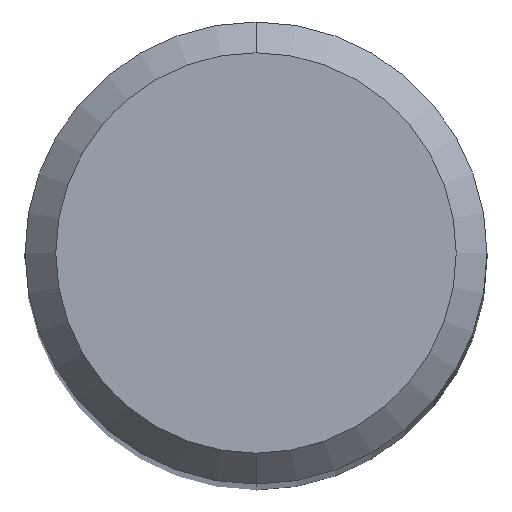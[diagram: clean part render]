
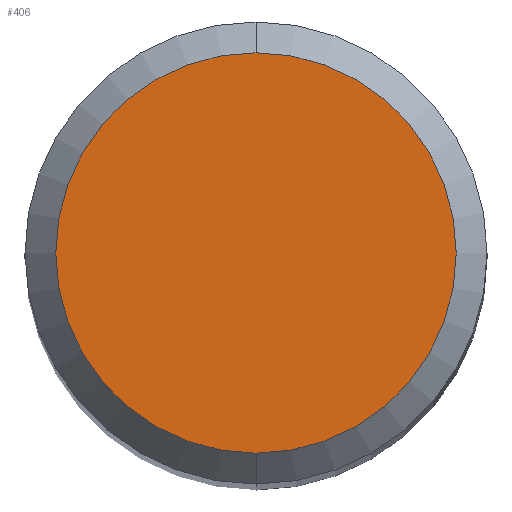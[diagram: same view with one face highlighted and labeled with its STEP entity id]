
A CAD part, top view. The second image highlights one B-rep face of the part: STEP entity #406.
In plain terms, the highlighted planar face has unit normal (0, 0, 1).
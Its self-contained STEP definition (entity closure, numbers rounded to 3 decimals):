
#200=EDGE_CURVE('',#294,#314,#497,.T.);
#294=VERTEX_POINT('',#595);
#310=EDGE_CURVE('',#314,#294,#612,.T.);
#314=VERTEX_POINT('',#616);
#406=ADVANCED_FACE('',(#720),#721,.T.);
#497=CIRCLE('',#832,2.6);
#595=CARTESIAN_POINT('',(0.,-2.6,0.0));
#612=CIRCLE('',#1155,2.6);
#616=CARTESIAN_POINT('',(0.0,2.6,0.0));
#720=FACE_OUTER_BOUND('',#1303,.T.);
#721=PLANE('',#1304);
#832=AXIS2_PLACEMENT_3D('',#1430,#1431,#1432);
#1155=AXIS2_PLACEMENT_3D('',#1528,#1529,#1530);
#1303=EDGE_LOOP('',(#1650,#1651));
#1304=AXIS2_PLACEMENT_3D('',#1652,#1653,#1654);
#1430=CARTESIAN_POINT('',(0.0,0.0,0.0));
#1431=DIRECTION('',(0.0,0.0,-1.0));
#1432=DIRECTION('',(0.0,1.0,0.0));
#1528=CARTESIAN_POINT('',(0.0,0.0,0.0));
#1529=DIRECTION('',(0.0,0.0,-1.0));
#1530=DIRECTION('',(0.0,1.0,0.0));
#1650=ORIENTED_EDGE('',*,*,#310,.F.);
#1651=ORIENTED_EDGE('',*,*,#200,.F.);
#1652=CARTESIAN_POINT('',(0.0,1.3,0.0));
#1653=DIRECTION('',(-0.0,0.0,1.0));
#1654=DIRECTION('',(0.0,-1.0,0.0));
